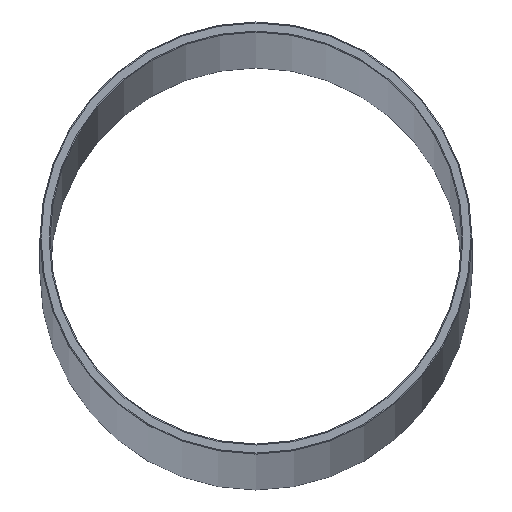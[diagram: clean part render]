
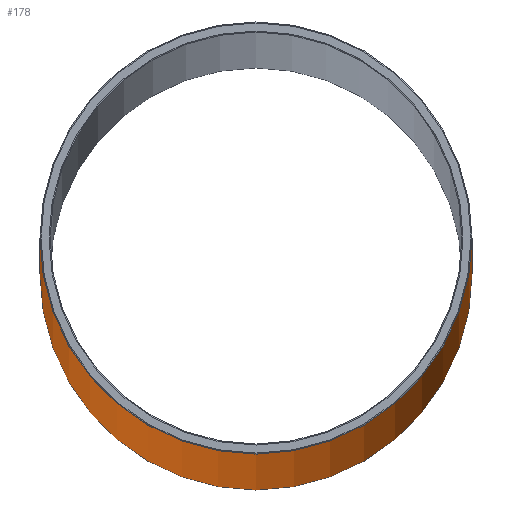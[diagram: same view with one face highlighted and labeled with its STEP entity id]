
A CAD part, top view. The second image highlights one B-rep face of the part: STEP entity #178.
In plain terms, the highlighted cylindrical face has radius 31.5 mm (diameter 63 mm), a partial arc.
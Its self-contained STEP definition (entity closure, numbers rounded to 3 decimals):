
#7 = DIRECTION ( 'NONE',  ( 1., 0., 0. ) ) ;
#15 = VERTEX_POINT ( 'NONE', #379 ) ;
#21 = ORIENTED_EDGE ( 'NONE', *, *, #308, .F. ) ;
#23 = CARTESIAN_POINT ( 'NONE',  ( -31.5, 0., -3000. ) ) ;
#25 = VECTOR ( 'NONE', #96, 1000. ) ;
#34 = LINE ( 'NONE', #23, #270 ) ;
#42 = CIRCLE ( 'NONE', #310, 31.5 ) ;
#51 = ORIENTED_EDGE ( 'NONE', *, *, #373, .T. ) ;
#86 = CARTESIAN_POINT ( 'NONE',  ( -31.5, 0., -2999.85 ) ) ;
#96 = DIRECTION ( 'NONE',  ( 0., 0., 1. ) ) ;
#119 = EDGE_CURVE ( 'NONE', #217, #376, #42, .T. ) ;
#139 = FACE_OUTER_BOUND ( 'NONE', #180, .T. ) ;
#147 = CARTESIAN_POINT ( 'NONE',  ( 0., 0., -3000. ) ) ;
#155 = DIRECTION ( 'NONE',  ( 1., 0., 0. ) ) ;
#165 = ORIENTED_EDGE ( 'NONE', *, *, #119, .T. ) ;
#178 = ADVANCED_FACE ( 'NONE', ( #139 ), #392, .T. ) ;
#180 = EDGE_LOOP ( 'NONE', ( #21, #184, #51, #165 ) ) ;
#181 = DIRECTION ( 'NONE',  ( 0., 0., 1. ) ) ;
#184 = ORIENTED_EDGE ( 'NONE', *, *, #281, .T. ) ;
#188 = CARTESIAN_POINT ( 'NONE',  ( 31.5, 0., -0.15 ) ) ;
#217 = VERTEX_POINT ( 'NONE', #188 ) ;
#238 = DIRECTION ( 'NONE',  ( 0., 0., -1. ) ) ;
#245 = LINE ( 'NONE', #296, #25 ) ;
#270 = VECTOR ( 'NONE', #418, 1000. ) ;
#279 = VERTEX_POINT ( 'NONE', #86 ) ;
#281 = EDGE_CURVE ( 'NONE', #279, #15, #284, .T. ) ;
#284 = CIRCLE ( 'NONE', #401, 31.5 ) ;
#289 = CARTESIAN_POINT ( 'NONE',  ( 0., 0., -2999.85 ) ) ;
#296 = CARTESIAN_POINT ( 'NONE',  ( 31.5, 0., -3000. ) ) ;
#297 = CARTESIAN_POINT ( 'NONE',  ( 0., 0., -0.15 ) ) ;
#308 = EDGE_CURVE ( 'NONE', #279, #376, #34, .T. ) ;
#310 = AXIS2_PLACEMENT_3D ( 'NONE', #297, #238, #422 ) ;
#348 = DIRECTION ( 'NONE',  ( 0., 0., 1. ) ) ;
#350 = AXIS2_PLACEMENT_3D ( 'NONE', #147, #181, #7 ) ;
#373 = EDGE_CURVE ( 'NONE', #15, #217, #245, .T. ) ;
#376 = VERTEX_POINT ( 'NONE', #414 ) ;
#379 = CARTESIAN_POINT ( 'NONE',  ( 31.5, 0., -2999.85 ) ) ;
#392 = CYLINDRICAL_SURFACE ( 'NONE', #350, 31.5 ) ;
#401 = AXIS2_PLACEMENT_3D ( 'NONE', #289, #348, #155 ) ;
#414 = CARTESIAN_POINT ( 'NONE',  ( -31.5, 0., -0.15 ) ) ;
#418 = DIRECTION ( 'NONE',  ( 0., 0., 1. ) ) ;
#422 = DIRECTION ( 'NONE',  ( 1., 0., 0. ) ) ;
